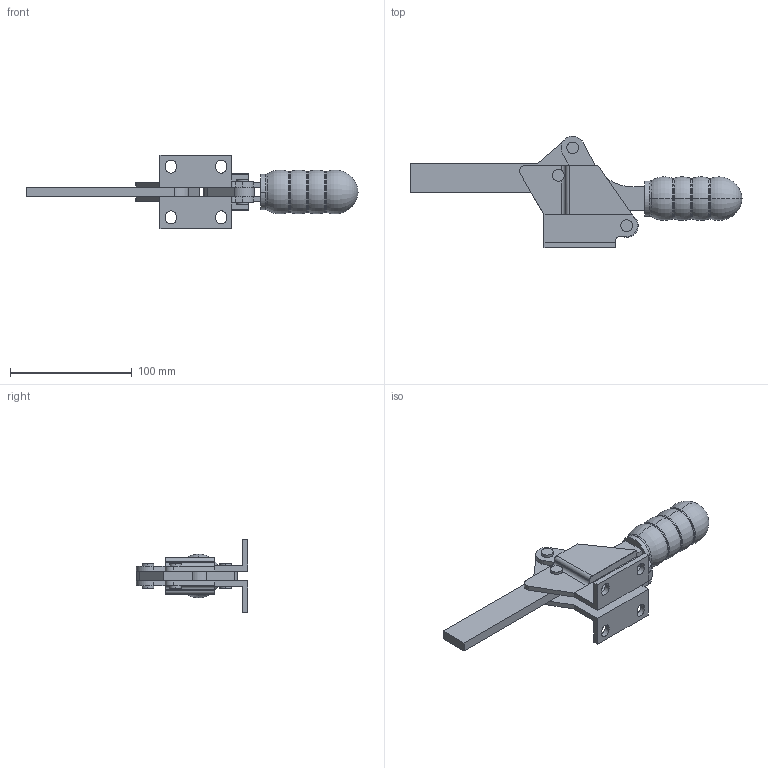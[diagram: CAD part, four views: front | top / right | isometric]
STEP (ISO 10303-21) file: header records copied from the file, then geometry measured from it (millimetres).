
FILE_DESCRIPTION( ( '' ), '1' );
FILE_NAME( 'K0076.0350 (GESCHLOSSEN).stp', '2012-10-30T09:48:40', ( '' ), ( '' ), ' ', ' ', ' ' );
FILE_SCHEMA( ( 'CONFIG_CONTROL_DESIGN' ) );
Length unit declared in the file: millimetre
Products named in the file (1): 1
Bounding box: 272.55 x 91.49 x 60 mm (x, y, z)
Volume: 174963.5 mm3; surface area: 53020.8 mm2
Topology: 1 solids, 1 shells, 163 faces, 468 edges, 306 vertices
Faces by surface type: plane 89, cylinder 52, torus 22
Entity records: 5533 total; most frequent: CARTESIAN_POINT 1056, DIRECTION 951, ORIENTED_EDGE 932, EDGE_CURVE 466, AXIS2_PLACEMENT_3D 329, VERTEX_POINT 306, LINE 293, VECTOR 293
